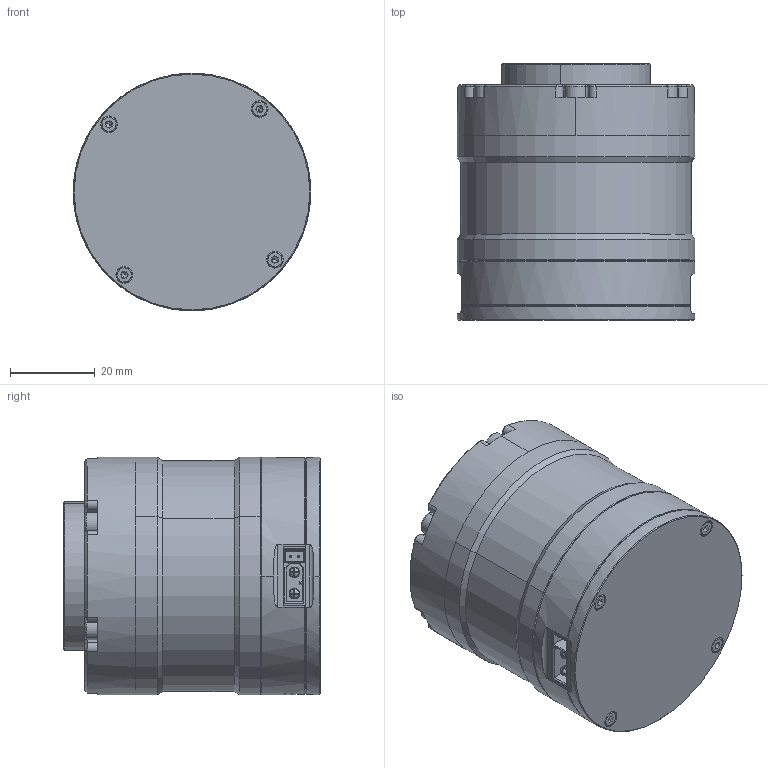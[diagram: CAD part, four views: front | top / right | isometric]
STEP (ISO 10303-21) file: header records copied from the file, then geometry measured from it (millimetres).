
FILE_DESCRIPTION (( 'STEP AP214' ), '1' );
FILE_NAME ('EC-A4310-P2-36.STEP', '2023-05-30T03:35:29', ( 'User' ), ( 'China' ), 'SwSTEP 2.0', 'SolidWorks 2019', '' );
FILE_SCHEMA (( 'AUTOMOTIVE_DESIGN' ));
Length unit declared in the file: millimetre
Products named in the file (15): T-______-____-RAU^OD-A4310-P2-36-serial1-交叉滚子轴承(2)_OD-A4310-P2-36-serial1-交叉滚子轴承; E-____^OD-A4310-P2-36-serial1-交叉滚子轴承(2)_OD-A4310-P2-36-serial1-交叉滚子轴承; ____30X41X5RAU3005^OD-A4310-P2-36-serial1-交叉滚子轴承(2)_OD-A4310-P2-36-serial1-交叉滚子轴承; ________2.5__6^OD-A4310-P2-36-serial1-交叉滚子轴承(2)_OD-A4310-P2-36-serial1-交叉滚子轴承; hexagon socket head cap screws gb_GB_FASTENER_SCREWS_HSHCS M2X6-N^OD-A4310-P2-36-serial1-交叉滚子轴承(2)_OD-A4310-P2-36-serial1-交叉滚子轴承; M-__________P^OD-A4310-P2-36-serial1-交叉滚子轴承(2)_OD-A4310-P2-36-serial1-交叉滚子轴承; M-________-____^OD-A4310-P2-36-serial1-交叉滚子轴承(2)_OD-A4310-P2-36-serial1-交叉滚子轴承; T-________-RAU^OD-A4310-P2-36-serial1-交叉滚子轴承(2)_OD-A4310-P2-36-serial1-交叉滚子轴承; T-________-v2 ^OD-A4310-P2-36-serial1-交叉滚子轴承(2)_OD-A4310-P2-36-serial1-交叉滚子轴承; EC-A4310-P2-36; OD-A4310-P2-36-serial1-交叉滚子轴承(2)^OD-A4310-P2-36-serial1-交叉滚子轴承; hexagon socket head cap screws gb_GB_FASTENER_SCREWS_HSHCS M3X16-N^OD-A4310-P2-36-serial1-交叉滚子轴承(2)_OD-A4310-P2-36-serial1-交叉滚子轴承; hexagon socket head cap screws gb_GB_FASTENER_SCREWS_HSHCS M1.6X3-N^OD-A4310-P2-36-serial1-交叉滚子轴承(2)_OD-A4310-P2-36-serial1-交叉滚子轴承; E-________^OD-A4310-P2-36-serial1-交叉滚子轴承(2)_OD-A4310-P2-36-serial1-交叉滚子轴承; XT30PW 2+2-M.step^OD-A4310-P2-36-serial1-交叉滚子轴承(2)_OD-A4310-P2-36-serial1-交叉滚子轴承
Assembly tree (28 placements, depth 3):
  EC-A4310-P2-36
    OD-A4310-P2-36-serial1-交叉滚子轴承(2)^OD-A4310-P2-36-serial1-交叉滚子轴承
      E-____^OD-A4310-P2-36-serial1-交叉滚子轴承(2)_OD-A4310-P2-36-serial1-交叉滚子轴承
      E-________^OD-A4310-P2-36-serial1-交叉滚子轴承(2)_OD-A4310-P2-36-serial1-交叉滚子轴承
      M-__________P^OD-A4310-P2-36-serial1-交叉滚子轴承(2)_OD-A4310-P2-36-serial1-交叉滚子轴承
      M-________-____^OD-A4310-P2-36-serial1-交叉滚子轴承(2)_OD-A4310-P2-36-serial1-交叉滚子轴承
      XT30PW 2+2-M.step^OD-A4310-P2-36-serial1-交叉滚子轴承(2)_OD-A4310-P2-36-serial1-交叉滚子轴承  x2
      hexagon socket head cap screws gb_GB_FASTENER_SCREWS_HSHCS M2X6-N^OD-A4310-P2-36-serial1-交叉滚子轴承(2)_OD-A4310-P2-36-serial1-交叉滚子轴承  x4
      T-________-v2 ^OD-A4310-P2-36-serial1-交叉滚子轴承(2)_OD-A4310-P2-36-serial1-交叉滚子轴承
      hexagon socket head cap screws gb_GB_FASTENER_SCREWS_HSHCS M1.6X3-N^OD-A4310-P2-36-serial1-交叉滚子轴承(2)_OD-A4310-P2-36-serial1-交叉滚子轴承  x6
      hexagon socket head cap screws gb_GB_FASTENER_SCREWS_HSHCS M3X16-N^OD-A4310-P2-36-serial1-交叉滚子轴承(2)_OD-A4310-P2-36-serial1-交叉滚子轴承  x6
      ________2.5__6^OD-A4310-P2-36-serial1-交叉滚子轴承(2)_OD-A4310-P2-36-serial1-交叉滚子轴承
      T-______-____-RAU^OD-A4310-P2-36-serial1-交叉滚子轴承(2)_OD-A4310-P2-36-serial1-交叉滚子轴承
      T-________-RAU^OD-A4310-P2-36-serial1-交叉滚子轴承(2)_OD-A4310-P2-36-serial1-交叉滚子轴承
      ____30X41X5RAU3005^OD-A4310-P2-36-serial1-交叉滚子轴承(2)_OD-A4310-P2-36-serial1-交叉滚子轴承
Bounding box: 56 x 60.5 x 56 mm (x, y, z)
Volume: 45022.1 mm3; surface area: 38484.3 mm2
Topology: 27 solids, 31 shells, 1744 faces, 4533 edges, 2923 vertices
Faces by surface type: plane 1083, cylinder 410, cone 175, torus 52, bspline 24
Entity records: 31774 total; most frequent: CARTESIAN_POINT 7470, DIRECTION 4826, ORIENTED_EDGE 4784, EDGE_CURVE 2392, AXIS2_PLACEMENT_3D 1706, VERTEX_POINT 1553, LINE 1414, VECTOR 1414
